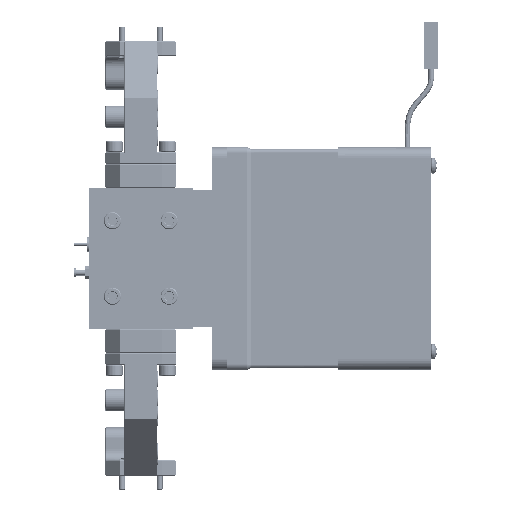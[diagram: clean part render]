
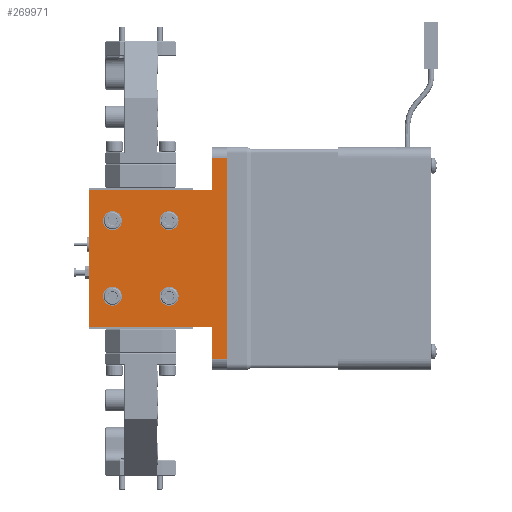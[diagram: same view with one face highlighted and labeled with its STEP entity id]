
A CAD part, left-side view. The second image highlights one B-rep face of the part: STEP entity #269971.
In plain terms, the highlighted planar face has unit normal (-1, 0, 0).
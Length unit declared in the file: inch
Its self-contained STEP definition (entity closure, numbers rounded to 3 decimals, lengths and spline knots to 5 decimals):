
#19 = CARTESIAN_POINT ( 'NONE',  ( -2.4745, 1.3, 0.7311 ) ) ;
#70 = CARTESIAN_POINT ( 'NONE',  ( -2.4745, -0.16, -1.0589 ) ) ;
#4549 = AXIS2_PLACEMENT_3D ( 'NONE', #363047, #358879, #266665 ) ;
#18299 = CIRCLE ( 'NONE', #4549, 0.1 ) ;
#25265 = DIRECTION ( 'NONE',  ( 0., -1., 0. ) ) ;
#26524 = ORIENTED_EDGE ( 'NONE', *, *, #234243, .F. ) ;
#36288 = ORIENTED_EDGE ( 'NONE', *, *, #299433, .T. ) ;
#37179 = VECTOR ( 'NONE', #276006, 39.37008 ) ;
#38512 = VECTOR ( 'NONE', #25265, 39.37008 ) ;
#39064 = EDGE_CURVE ( 'NONE', #382989, #367330, #147893, .T. ) ;
#43714 = DIRECTION ( 'NONE',  ( -1., 0., 0. ) ) ;
#51037 = CIRCLE ( 'NONE', #290706, 0.1 ) ;
#53087 = LINE ( 'NONE', #115418, #37179 ) ;
#53522 = VERTEX_POINT ( 'NONE', #68652 ) ;
#56177 = CARTESIAN_POINT ( 'NONE',  ( -2.4745, 1.3, -0.7289 ) ) ;
#66174 = VERTEX_POINT ( 'NONE', #134114 ) ;
#68652 = CARTESIAN_POINT ( 'NONE',  ( -2.4745, 0., 0.7311 ) ) ;
#72347 = ORIENTED_EDGE ( 'NONE', *, *, #39064, .F. ) ;
#73145 = VECTOR ( 'NONE', #351537, 39.37008 ) ;
#74390 = DIRECTION ( 'NONE',  ( 0., 0., 1. ) ) ;
#74865 = ORIENTED_EDGE ( 'NONE', *, *, #111754, .F. ) ;
#75476 = CARTESIAN_POINT ( 'NONE',  ( -2.4745, 1.05, -0.3989 ) ) ;
#81585 = VERTEX_POINT ( 'NONE', #280403 ) ;
#89191 = CARTESIAN_POINT ( 'NONE',  ( -2.4745, 0.45, 0.4011 ) ) ;
#91204 = CARTESIAN_POINT ( 'NONE',  ( -2.4745, 0.45, 0.4011 ) ) ;
#93869 = EDGE_CURVE ( 'NONE', #108962, #81585, #18299, .T. ) ;
#99275 = CARTESIAN_POINT ( 'NONE',  ( -2.4745, 0., -1.0589 ) ) ;
#103110 = FACE_BOUND ( 'NONE', #213949, .T. ) ;
#103599 = EDGE_LOOP ( 'NONE', ( #118887, #174033, #26524, #212376, #250543, #392849, #278168, #36288 ) ) ;
#108479 = EDGE_CURVE ( 'NONE', #81585, #108962, #327977, .T. ) ;
#108962 = VERTEX_POINT ( 'NONE', #302675 ) ;
#111754 = EDGE_CURVE ( 'NONE', #312617, #411380, #317262, .T. ) ;
#112344 = ORIENTED_EDGE ( 'NONE', *, *, #108479, .F. ) ;
#114782 = CARTESIAN_POINT ( 'NONE',  ( -2.4745, -0.16, 1.0611 ) ) ;
#115418 = CARTESIAN_POINT ( 'NONE',  ( -2.4745, 0., 1.0611 ) ) ;
#115747 = LINE ( 'NONE', #372685, #410886 ) ;
#118329 = LINE ( 'NONE', #133092, #220679 ) ;
#118887 = ORIENTED_EDGE ( 'NONE', *, *, #333974, .T. ) ;
#119512 = CARTESIAN_POINT ( 'NONE',  ( -2.4745, 0.45, -0.2989 ) ) ;
#120543 = AXIS2_PLACEMENT_3D ( 'NONE', #329364, #399994, #74390 ) ;
#125664 = VERTEX_POINT ( 'NONE', #99275 ) ;
#127613 = LINE ( 'NONE', #258189, #188539 ) ;
#128858 = LINE ( 'NONE', #357957, #410569 ) ;
#131085 = PLANE ( 'NONE',  #204650 ) ;
#133092 = CARTESIAN_POINT ( 'NONE',  ( -2.4745, 1.3, -0.7289 ) ) ;
#133182 = FACE_BOUND ( 'NONE', #379148, .T. ) ;
#134114 = CARTESIAN_POINT ( 'NONE',  ( -2.4745, 0., -0.7289 ) ) ;
#136346 = VERTEX_POINT ( 'NONE', #56177 ) ;
#137750 = DIRECTION ( 'NONE',  ( 0., 0., 1. ) ) ;
#141103 = CARTESIAN_POINT ( 'NONE',  ( -2.4745, -0.16, 1.0611 ) ) ;
#141703 = DIRECTION ( 'NONE',  ( 0., 0., -1. ) ) ;
#142003 = DIRECTION ( 'NONE',  ( -1., 0., 0. ) ) ;
#147893 = CIRCLE ( 'NONE', #120543, 0.1 ) ;
#147977 = AXIS2_PLACEMENT_3D ( 'NONE', #389571, #355300, #291103 ) ;
#149213 = EDGE_CURVE ( 'NONE', #348616, #358783, #188819, .T. ) ;
#153502 = EDGE_CURVE ( 'NONE', #125664, #66174, #53087, .T. ) ;
#172140 = CARTESIAN_POINT ( 'NONE',  ( -2.4745, 1.05, -0.4989 ) ) ;
#172997 = ORIENTED_EDGE ( 'NONE', *, *, #149213, .F. ) ;
#174033 = ORIENTED_EDGE ( 'NONE', *, *, #206075, .F. ) ;
#182493 = EDGE_CURVE ( 'NONE', #358783, #348616, #380391, .T. ) ;
#187827 = DIRECTION ( 'NONE',  ( -1., 0., 0. ) ) ;
#188439 = CARTESIAN_POINT ( 'NONE',  ( -2.4745, 0.45, 0.3011 ) ) ;
#188539 = VECTOR ( 'NONE', #384579, 39.37008 ) ;
#188819 = CIRCLE ( 'NONE', #373320, 0.1 ) ;
#188845 = ORIENTED_EDGE ( 'NONE', *, *, #291830, .F. ) ;
#202428 = CARTESIAN_POINT ( 'NONE',  ( -2.4745, 0.45, -0.4989 ) ) ;
#204650 = AXIS2_PLACEMENT_3D ( 'NONE', #276391, #237992, #141703 ) ;
#206075 = EDGE_CURVE ( 'NONE', #248686, #378059, #115747, .T. ) ;
#208865 = CARTESIAN_POINT ( 'NONE',  ( -2.4745, 0.45, -0.3989 ) ) ;
#212376 = ORIENTED_EDGE ( 'NONE', *, *, #234968, .F. ) ;
#213949 = EDGE_LOOP ( 'NONE', ( #248791, #112344 ) ) ;
#220679 = VECTOR ( 'NONE', #325804, 39.37008 ) ;
#221976 = DIRECTION ( 'NONE',  ( -1., 0., 0. ) ) ;
#225340 = AXIS2_PLACEMENT_3D ( 'NONE', #350445, #382623, #254161 ) ;
#225395 = EDGE_LOOP ( 'NONE', ( #393376, #172997 ) ) ;
#228245 = AXIS2_PLACEMENT_3D ( 'NONE', #89191, #187827, #356849 ) ;
#234243 = EDGE_CURVE ( 'NONE', #53522, #248686, #127613, .T. ) ;
#234968 = EDGE_CURVE ( 'NONE', #277330, #53522, #289539, .T. ) ;
#237992 = DIRECTION ( 'NONE',  ( 1., 0., 0. ) ) ;
#241148 = LINE ( 'NONE', #114782, #352765 ) ;
#242423 = EDGE_CURVE ( 'NONE', #136346, #277330, #128858, .T. ) ;
#248686 = VERTEX_POINT ( 'NONE', #306283 ) ;
#248791 = ORIENTED_EDGE ( 'NONE', *, *, #93869, .F. ) ;
#250543 = ORIENTED_EDGE ( 'NONE', *, *, #242423, .F. ) ;
#254161 = DIRECTION ( 'NONE',  ( 0., 0., 1. ) ) ;
#254660 = EDGE_LOOP ( 'NONE', ( #74865, #188845 ) ) ;
#256135 = CARTESIAN_POINT ( 'NONE',  ( -2.4745, 1.05, -0.2989 ) ) ;
#258189 = CARTESIAN_POINT ( 'NONE',  ( -2.4745, 0., 1.0611 ) ) ;
#263772 = FACE_BOUND ( 'NONE', #254660, .T. ) ;
#266665 = DIRECTION ( 'NONE',  ( 0., 0., 1. ) ) ;
#269971 = ADVANCED_FACE ( 'NONE', ( #300204, #133182, #263772, #103110, #364326 ), #131085, .F. ) ;
#272125 = DIRECTION ( 'NONE',  ( 0., -1., 0. ) ) ;
#276006 = DIRECTION ( 'NONE',  ( 0., 0., 1. ) ) ;
#276391 = CARTESIAN_POINT ( 'NONE',  ( -2.4745, 0., 1.0611 ) ) ;
#277330 = VERTEX_POINT ( 'NONE', #360769 ) ;
#278168 = ORIENTED_EDGE ( 'NONE', *, *, #153502, .F. ) ;
#280403 = CARTESIAN_POINT ( 'NONE',  ( -2.4745, 1.05, 0.3011 ) ) ;
#286771 = CARTESIAN_POINT ( 'NONE',  ( -2.4745, 0., -1.0589 ) ) ;
#289539 = LINE ( 'NONE', #19, #73145 ) ;
#290706 = AXIS2_PLACEMENT_3D ( 'NONE', #91204, #221976, #352555 ) ;
#291103 = DIRECTION ( 'NONE',  ( 0., 0., 1. ) ) ;
#291830 = EDGE_CURVE ( 'NONE', #411380, #312617, #51037, .T. ) ;
#299433 = EDGE_CURVE ( 'NONE', #125664, #378433, #383053, .T. ) ;
#300204 = FACE_OUTER_BOUND ( 'NONE', #103599, .T. ) ;
#302675 = CARTESIAN_POINT ( 'NONE',  ( -2.4745, 1.05, 0.5011 ) ) ;
#306283 = CARTESIAN_POINT ( 'NONE',  ( -2.4745, 0., 1.0611 ) ) ;
#312617 = VERTEX_POINT ( 'NONE', #385019 ) ;
#316679 = CIRCLE ( 'NONE', #350794, 0.1 ) ;
#317262 = CIRCLE ( 'NONE', #228245, 0.1 ) ;
#323677 = DIRECTION ( 'NONE',  ( 0., 0., 1. ) ) ;
#325804 = DIRECTION ( 'NONE',  ( 0., -1., 0. ) ) ;
#327977 = CIRCLE ( 'NONE', #225340, 0.1 ) ;
#329364 = CARTESIAN_POINT ( 'NONE',  ( -2.4745, 0.45, -0.3989 ) ) ;
#333974 = EDGE_CURVE ( 'NONE', #378433, #378059, #241148, .T. ) ;
#348616 = VERTEX_POINT ( 'NONE', #172140 ) ;
#350445 = CARTESIAN_POINT ( 'NONE',  ( -2.4745, 1.05, 0.4011 ) ) ;
#350794 = AXIS2_PLACEMENT_3D ( 'NONE', #208865, #43714, #401638 ) ;
#351537 = DIRECTION ( 'NONE',  ( 0., -1., 0. ) ) ;
#352555 = DIRECTION ( 'NONE',  ( 0., 0., 1. ) ) ;
#352765 = VECTOR ( 'NONE', #378067, 39.37008 ) ;
#355300 = DIRECTION ( 'NONE',  ( -1., 0., 0. ) ) ;
#356849 = DIRECTION ( 'NONE',  ( 0., 0., 1. ) ) ;
#357957 = CARTESIAN_POINT ( 'NONE',  ( -2.4745, 1.3, 0.7311 ) ) ;
#358783 = VERTEX_POINT ( 'NONE', #256135 ) ;
#358879 = DIRECTION ( 'NONE',  ( -1., 0., 0. ) ) ;
#360769 = CARTESIAN_POINT ( 'NONE',  ( -2.4745, 1.3, 0.7311 ) ) ;
#363047 = CARTESIAN_POINT ( 'NONE',  ( -2.4745, 1.05, 0.4011 ) ) ;
#364326 = FACE_BOUND ( 'NONE', #225395, .T. ) ;
#365138 = EDGE_CURVE ( 'NONE', #367330, #382989, #316679, .T. ) ;
#367330 = VERTEX_POINT ( 'NONE', #202428 ) ;
#369318 = ORIENTED_EDGE ( 'NONE', *, *, #365138, .F. ) ;
#372685 = CARTESIAN_POINT ( 'NONE',  ( -2.4745, 0., 1.0611 ) ) ;
#373320 = AXIS2_PLACEMENT_3D ( 'NONE', #75476, #142003, #137750 ) ;
#378059 = VERTEX_POINT ( 'NONE', #141103 ) ;
#378067 = DIRECTION ( 'NONE',  ( 0., 0., 1. ) ) ;
#378433 = VERTEX_POINT ( 'NONE', #70 ) ;
#379148 = EDGE_LOOP ( 'NONE', ( #72347, #369318 ) ) ;
#380391 = CIRCLE ( 'NONE', #147977, 0.1 ) ;
#382623 = DIRECTION ( 'NONE',  ( -1., 0., 0. ) ) ;
#382989 = VERTEX_POINT ( 'NONE', #119512 ) ;
#383053 = LINE ( 'NONE', #286771, #38512 ) ;
#384579 = DIRECTION ( 'NONE',  ( 0., 0., 1. ) ) ;
#385019 = CARTESIAN_POINT ( 'NONE',  ( -2.4745, 0.45, 0.5011 ) ) ;
#389571 = CARTESIAN_POINT ( 'NONE',  ( -2.4745, 1.05, -0.3989 ) ) ;
#392849 = ORIENTED_EDGE ( 'NONE', *, *, #413371, .T. ) ;
#393376 = ORIENTED_EDGE ( 'NONE', *, *, #182493, .F. ) ;
#399994 = DIRECTION ( 'NONE',  ( -1., 0., 0. ) ) ;
#401638 = DIRECTION ( 'NONE',  ( 0., 0., 1. ) ) ;
#410569 = VECTOR ( 'NONE', #323677, 39.37008 ) ;
#410886 = VECTOR ( 'NONE', #272125, 39.37008 ) ;
#411380 = VERTEX_POINT ( 'NONE', #188439 ) ;
#413371 = EDGE_CURVE ( 'NONE', #136346, #66174, #118329, .T. ) ;
